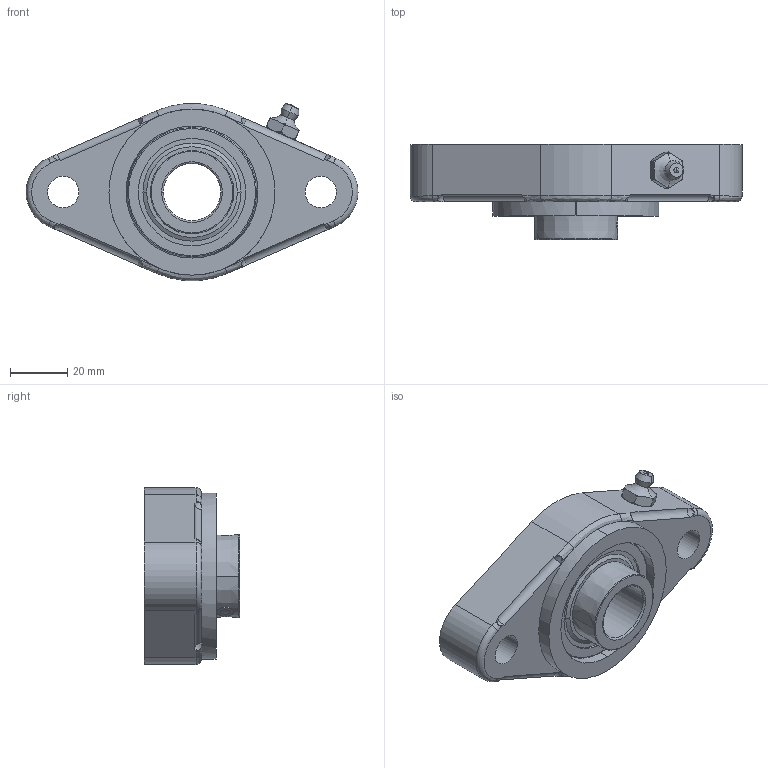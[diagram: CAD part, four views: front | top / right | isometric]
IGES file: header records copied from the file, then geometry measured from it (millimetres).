
Start section:  PTC IGES file: b0000666562.igs
Global section: file name: b0000666562.igs; native system: Pro/ENGINEER by Parametric Technology Corporation; preprocessor: 2009380; author: RCRU51; organization: Rex Nord Marbet spa; date: 20100519.154459; units: millimetre
Bounding box: 116 x 33.2 x 61.86 mm (x, y, z)
Surface area: 21890.2 mm2 (no closed solid volume)
Topology: 0 solids, 0 shells, 133 faces, 628 edges, 618 vertices
Faces by surface type: revolution 92, bspline 41
